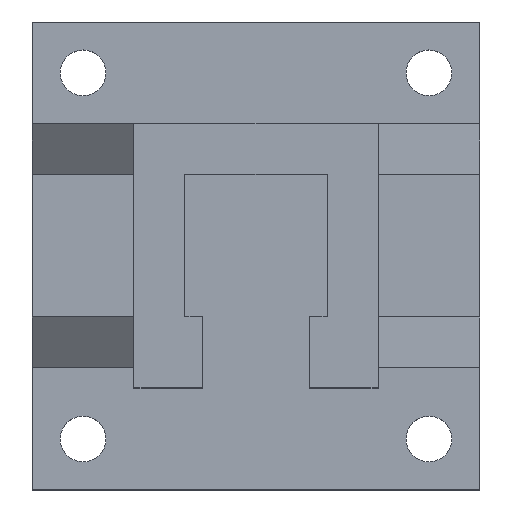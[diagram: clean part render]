
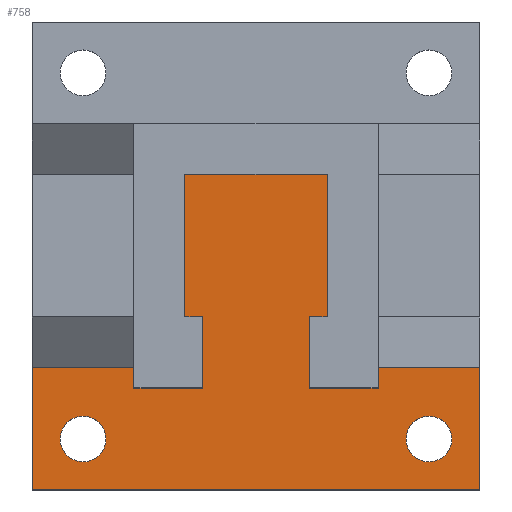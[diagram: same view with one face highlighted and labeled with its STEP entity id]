
A CAD part, top view. The second image highlights one B-rep face of the part: STEP entity #758.
In plain terms, the highlighted planar face has unit normal (0, 0, 1).
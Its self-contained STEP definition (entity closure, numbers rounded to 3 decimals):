
#17=FACE_BOUND('',#115,.T.);
#18=FACE_BOUND('',#116,.T.);
#36=PLANE('',#820);
#72=FACE_OUTER_BOUND('',#114,.T.);
#114=EDGE_LOOP('',(#566,#567,#568,#569,#570,#571,#572,#573,#574,#575,#576,
#577,#578,#579,#580,#581));
#115=EDGE_LOOP('',(#582));
#116=EDGE_LOOP('',(#583));
#180=LINE('',#1125,#270);
#181=LINE('',#1127,#271);
#182=LINE('',#1129,#272);
#183=LINE('',#1131,#273);
#184=LINE('',#1133,#274);
#185=LINE('',#1135,#275);
#186=LINE('',#1137,#276);
#187=LINE('',#1139,#277);
#188=LINE('',#1141,#278);
#189=LINE('',#1143,#279);
#190=LINE('',#1145,#280);
#191=LINE('',#1147,#281);
#192=LINE('',#1149,#282);
#193=LINE('',#1151,#283);
#194=LINE('',#1153,#284);
#195=LINE('',#1154,#285);
#270=VECTOR('',#918,10.);
#271=VECTOR('',#919,10.);
#272=VECTOR('',#920,10.);
#273=VECTOR('',#921,10.);
#274=VECTOR('',#922,10.);
#275=VECTOR('',#923,10.);
#276=VECTOR('',#924,10.);
#277=VECTOR('',#925,10.);
#278=VECTOR('',#926,10.);
#279=VECTOR('',#927,10.);
#280=VECTOR('',#928,10.);
#281=VECTOR('',#929,10.);
#282=VECTOR('',#930,10.);
#283=VECTOR('',#931,10.);
#284=VECTOR('',#932,10.);
#285=VECTOR('',#933,10.);
#341=CIRCLE('',#807,2.25);
#345=CIRCLE('',#813,2.25);
#357=VERTEX_POINT('',#1071);
#361=VERTEX_POINT('',#1083);
#374=VERTEX_POINT('',#1115);
#376=VERTEX_POINT('',#1124);
#377=VERTEX_POINT('',#1126);
#378=VERTEX_POINT('',#1128);
#379=VERTEX_POINT('',#1130);
#380=VERTEX_POINT('',#1132);
#381=VERTEX_POINT('',#1134);
#382=VERTEX_POINT('',#1136);
#383=VERTEX_POINT('',#1138);
#384=VERTEX_POINT('',#1140);
#385=VERTEX_POINT('',#1142);
#386=VERTEX_POINT('',#1144);
#387=VERTEX_POINT('',#1146);
#388=VERTEX_POINT('',#1148);
#389=VERTEX_POINT('',#1150);
#390=VERTEX_POINT('',#1152);
#426=EDGE_CURVE('',#357,#357,#341,.T.);
#432=EDGE_CURVE('',#361,#361,#345,.T.);
#452=EDGE_CURVE('',#374,#376,#180,.T.);
#453=EDGE_CURVE('',#376,#377,#181,.T.);
#454=EDGE_CURVE('',#377,#378,#182,.T.);
#455=EDGE_CURVE('',#379,#378,#183,.T.);
#456=EDGE_CURVE('',#379,#380,#184,.T.);
#457=EDGE_CURVE('',#380,#381,#185,.T.);
#458=EDGE_CURVE('',#381,#382,#186,.T.);
#459=EDGE_CURVE('',#382,#383,#187,.T.);
#460=EDGE_CURVE('',#383,#384,#188,.T.);
#461=EDGE_CURVE('',#385,#384,#189,.T.);
#462=EDGE_CURVE('',#385,#386,#190,.T.);
#463=EDGE_CURVE('',#386,#387,#191,.T.);
#464=EDGE_CURVE('',#387,#388,#192,.T.);
#465=EDGE_CURVE('',#388,#389,#193,.T.);
#466=EDGE_CURVE('',#389,#390,#194,.T.);
#467=EDGE_CURVE('',#390,#374,#195,.T.);
#566=ORIENTED_EDGE('',*,*,#452,.T.);
#567=ORIENTED_EDGE('',*,*,#453,.T.);
#568=ORIENTED_EDGE('',*,*,#454,.T.);
#569=ORIENTED_EDGE('',*,*,#455,.F.);
#570=ORIENTED_EDGE('',*,*,#456,.T.);
#571=ORIENTED_EDGE('',*,*,#457,.T.);
#572=ORIENTED_EDGE('',*,*,#458,.T.);
#573=ORIENTED_EDGE('',*,*,#459,.T.);
#574=ORIENTED_EDGE('',*,*,#460,.T.);
#575=ORIENTED_EDGE('',*,*,#461,.F.);
#576=ORIENTED_EDGE('',*,*,#462,.T.);
#577=ORIENTED_EDGE('',*,*,#463,.T.);
#578=ORIENTED_EDGE('',*,*,#464,.T.);
#579=ORIENTED_EDGE('',*,*,#465,.T.);
#580=ORIENTED_EDGE('',*,*,#466,.T.);
#581=ORIENTED_EDGE('',*,*,#467,.T.);
#582=ORIENTED_EDGE('',*,*,#426,.T.);
#583=ORIENTED_EDGE('',*,*,#432,.T.);
#758=ADVANCED_FACE('',(#72,#17,#18),#36,.T.);
#807=AXIS2_PLACEMENT_3D('',#1072,#870,#871);
#813=AXIS2_PLACEMENT_3D('',#1084,#884,#885);
#820=AXIS2_PLACEMENT_3D('',#1123,#916,#917);
#870=DIRECTION('center_axis',(0.,0.,-1.));
#871=DIRECTION('ref_axis',(1.,0.,0.));
#884=DIRECTION('center_axis',(0.,0.,-1.));
#885=DIRECTION('ref_axis',(1.,0.,0.));
#916=DIRECTION('center_axis',(0.,0.,1.));
#917=DIRECTION('ref_axis',(1.,0.,0.));
#918=DIRECTION('',(-1.,0.,0.));
#919=DIRECTION('',(0.,-1.,0.));
#920=DIRECTION('',(-1.,0.,0.));
#921=DIRECTION('',(0.,-1.,0.));
#922=DIRECTION('',(1.,0.,0.));
#923=DIRECTION('',(0.,1.,0.));
#924=DIRECTION('',(-1.,0.,0.));
#925=DIRECTION('',(0.,-1.,0.));
#926=DIRECTION('',(1.,0.,0.));
#927=DIRECTION('',(0.,1.,0.));
#928=DIRECTION('',(-1.,0.,0.));
#929=DIRECTION('',(0.,1.,0.));
#930=DIRECTION('',(-1.,0.,0.));
#931=DIRECTION('',(0.,-1.,0.));
#932=DIRECTION('',(1.,0.,0.));
#933=DIRECTION('',(0.,1.,0.));
#1071=CARTESIAN_POINT('',(25.896,-22.152,0.));
#1072=CARTESIAN_POINT('Origin',(28.146,-22.152,0.));
#1083=CARTESIAN_POINT('',(-8.104,-22.152,0.));
#1084=CARTESIAN_POINT('Origin',(-5.854,-22.152,0.));
#1115=CARTESIAN_POINT('',(33.146,-15.152,0.));
#1123=CARTESIAN_POINT('Origin',(11.146,-4.152,0.));
#1124=CARTESIAN_POINT('',(23.146,-15.152,0.));
#1125=CARTESIAN_POINT('',(17.146,-15.152,0.));
#1126=CARTESIAN_POINT('',(23.146,-17.152,0.));
#1127=CARTESIAN_POINT('',(23.146,-10.652,0.));
#1128=CARTESIAN_POINT('',(16.396,-17.152,0.));
#1129=CARTESIAN_POINT('',(5.146,-17.152,0.));
#1130=CARTESIAN_POINT('',(16.396,-10.152,0.));
#1131=CARTESIAN_POINT('',(16.396,-10.152,0.));
#1132=CARTESIAN_POINT('',(18.146,-10.152,0.));
#1133=CARTESIAN_POINT('',(14.646,-10.152,0.));
#1134=CARTESIAN_POINT('',(18.146,3.848,0.));
#1135=CARTESIAN_POINT('',(18.146,-0.152,0.));
#1136=CARTESIAN_POINT('',(4.146,3.848,0.));
#1137=CARTESIAN_POINT('',(7.646,3.848,0.));
#1138=CARTESIAN_POINT('',(4.146,-10.152,0.));
#1139=CARTESIAN_POINT('',(4.146,-7.152,0.));
#1140=CARTESIAN_POINT('',(5.896,-10.152,0.));
#1141=CARTESIAN_POINT('',(14.646,-10.152,0.));
#1142=CARTESIAN_POINT('',(5.896,-17.152,0.));
#1143=CARTESIAN_POINT('',(5.896,-17.152,0.));
#1144=CARTESIAN_POINT('',(-0.854,-17.152,0.));
#1145=CARTESIAN_POINT('',(5.146,-17.152,0.));
#1146=CARTESIAN_POINT('',(-0.854,-15.152,0.));
#1147=CARTESIAN_POINT('',(-0.854,2.348,0.));
#1148=CARTESIAN_POINT('',(-10.854,-15.152,0.));
#1149=CARTESIAN_POINT('',(5.146,-15.152,0.));
#1150=CARTESIAN_POINT('',(-10.854,-27.152,0.));
#1151=CARTESIAN_POINT('',(-10.854,18.848,0.));
#1152=CARTESIAN_POINT('',(33.146,-27.152,0.));
#1153=CARTESIAN_POINT('',(-10.854,-27.152,0.));
#1154=CARTESIAN_POINT('',(33.146,-27.152,0.));
